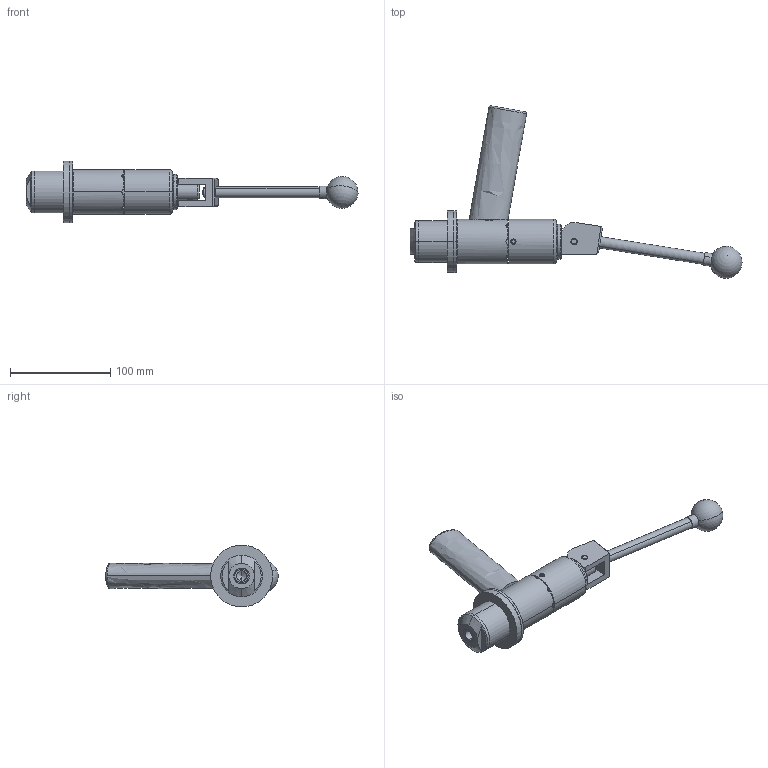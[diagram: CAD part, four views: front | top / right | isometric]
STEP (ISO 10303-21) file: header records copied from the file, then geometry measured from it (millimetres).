
FILE_DESCRIPTION (( 'STEP AP214' ), '1' );
FILE_NAME ('CTSC-003915.STEP', '2025-06-26T15:52:35', ( '' ), ( '' ), 'SwSTEP 2.0', 'SolidWorks 2023', '' );
FILE_SCHEMA (( 'AUTOMOTIVE_DESIGN' ));
Length unit declared in the file: inch
Products named in the file (1): CTSC-003915
Bounding box: 330.67 x 171.73 x 61.59 mm (x, y, z)
Volume: 345609.5 mm3; surface area: 91224.1 mm2
Topology: 10 solids, 11 shells, 302 faces, 727 edges, 460 vertices
Faces by surface type: cylinder 127, plane 107, cone 44, torus 15, bspline 7, sphere 2
Entity records: 15070 total; most frequent: CARTESIAN_POINT 4208, DIRECTION 1449, ORIENTED_EDGE 1432, EDGE_CURVE 716, AXIS2_PLACEMENT_3D 575, VERTEX_POINT 456, EDGE_LOOP 342, LENGTH_MEASURE_WITH_UNIT 303
